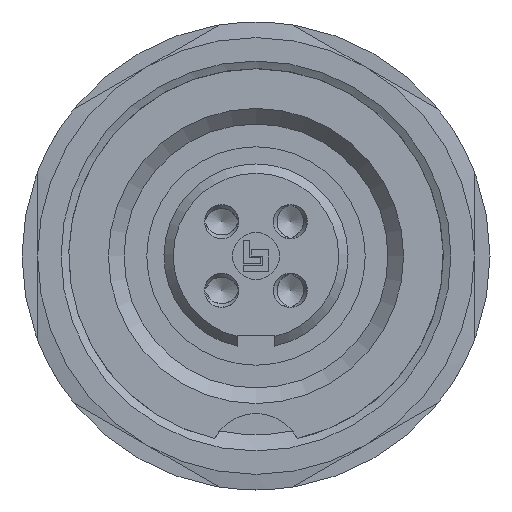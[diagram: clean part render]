
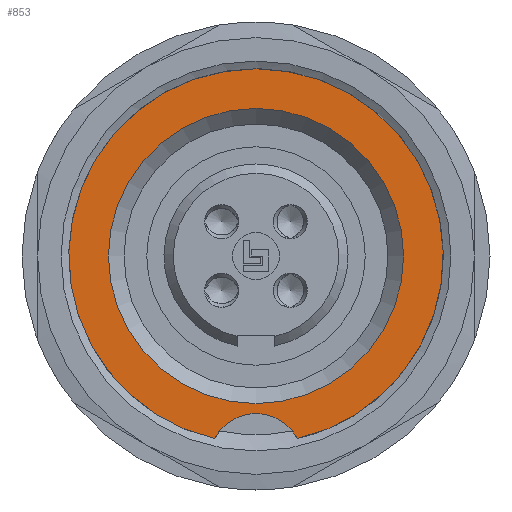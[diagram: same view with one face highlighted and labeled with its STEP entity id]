
A CAD part, left-side view. The second image highlights one B-rep face of the part: STEP entity #853.
In plain terms, the highlighted planar face has unit normal (-1, 0, 0).
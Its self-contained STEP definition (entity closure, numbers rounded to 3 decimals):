
#652=PLANE('',#4829);
#853=ADVANCED_FACE('',(#1080,#1081),#652,.T.);
#1080=FACE_BOUND('',#1344,.T.);
#1081=FACE_BOUND('',#1345,.T.);
#1344=EDGE_LOOP('',(#2932,#2933));
#1345=EDGE_LOOP('',(#2934));
#2932=ORIENTED_EDGE('',*,*,#4188,.F.);
#2933=ORIENTED_EDGE('',*,*,#4189,.F.);
#2934=ORIENTED_EDGE('',*,*,#4186,.T.);
#3629=VERTEX_POINT('',#7722);
#3630=VERTEX_POINT('',#7727);
#3631=VERTEX_POINT('',#7728);
#4186=EDGE_CURVE('',#3629,#3629,#4484,.T.);
#4188=EDGE_CURVE('',#3630,#3631,#4486,.T.);
#4189=EDGE_CURVE('',#3631,#3630,#4487,.T.);
#4484=CIRCLE('',#4823,4.73);
#4486=CIRCLE('',#4827,1.5);
#4487=CIRCLE('',#4828,6.);
#4823=AXIS2_PLACEMENT_3D('',#7721,#5771,#5772);
#4827=AXIS2_PLACEMENT_3D('',#7726,#5779,#5780);
#4828=AXIS2_PLACEMENT_3D('',#7729,#5781,#5782);
#4829=AXIS2_PLACEMENT_3D('',#7730,#5783,#5784);
#5771=DIRECTION('',(1.,0.,0.));
#5772=DIRECTION('',(0.,1.,0.));
#5779=DIRECTION('',(-1.,0.,0.));
#5780=DIRECTION('',(0.,1.,0.));
#5781=DIRECTION('',(1.,0.,0.));
#5782=DIRECTION('',(0.,-1.,0.));
#5783=DIRECTION('',(-1.,0.,0.));
#5784=DIRECTION('',(0.,1.,0.));
#7721=CARTESIAN_POINT('',(0.3,0.,0.));
#7722=CARTESIAN_POINT('',(0.3,4.73,0.));
#7726=CARTESIAN_POINT('',(0.3,0.,-6.55));
#7727=CARTESIAN_POINT('',(0.3,-1.327,-5.851));
#7728=CARTESIAN_POINT('',(0.3,1.327,-5.851));
#7729=CARTESIAN_POINT('',(0.3,0.,0.));
#7730=CARTESIAN_POINT('',(0.3,0.,0.));
